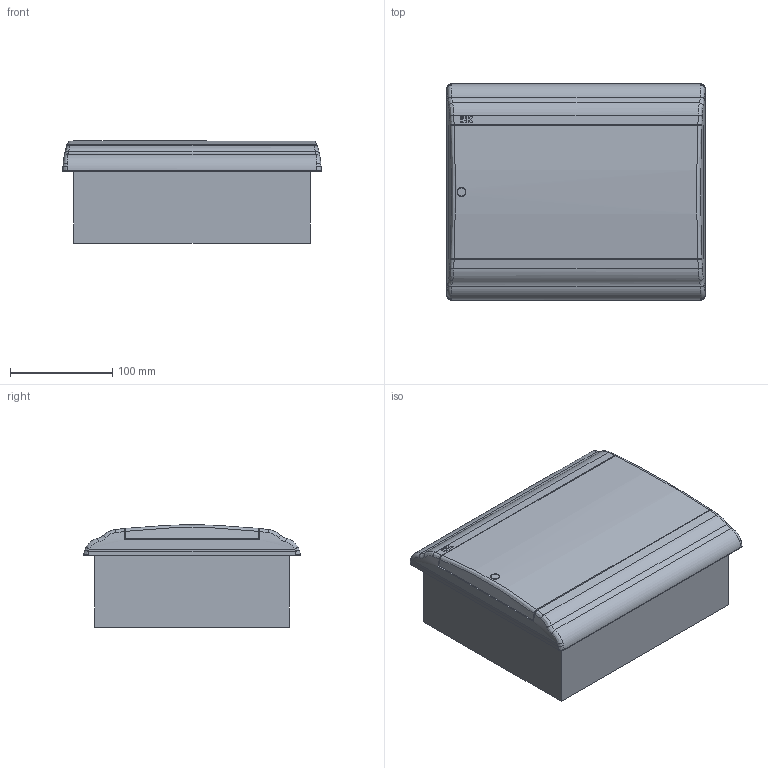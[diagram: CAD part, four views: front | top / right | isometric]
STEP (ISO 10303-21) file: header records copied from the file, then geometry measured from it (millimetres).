
FILE_DESCRIPTION (( 'STEP AP214' ), '1' );
FILE_NAME ('MKP82-V-09-41-20 Áîêñ ÙÐÂ-Ï-9 ìîäóëåé âñòðàèâ.ïëàñòèê IP41 PRIME_1.STEP', '2016-09-01T11:49:19', ( '' ), ( '' ), 'SwSTEP 2.0', 'SolidWorks 2014', '' );
FILE_SCHEMA (( 'AUTOMOTIVE_DESIGN' ));
Length unit declared in the file: millimetre
Products named in the file (1): MKP82-V-09-41-20 Áîêñ ÙÐÂ-Ï-9 ìîäóëåé âñòðàèâ.ïëàñòèê IP41 PRIME_1
Bounding box: 252.05 x 211.05 x 100 mm (x, y, z)
Volume: 805623.6 mm3; surface area: 469193.5 mm2
Topology: 5 solids, 13 shells, 2459 faces, 6629 edges, 4390 vertices
Faces by surface type: plane 1329, bspline 934, cylinder 160, cone 36
Entity records: 102112 total; most frequent: CARTESIAN_POINT 46872, ORIENTED_EDGE 13258, DIRECTION 7979, EDGE_CURVE 6629, VERTEX_POINT 4390, LINE 4297, VECTOR 4297, EDGE_LOOP 2673
